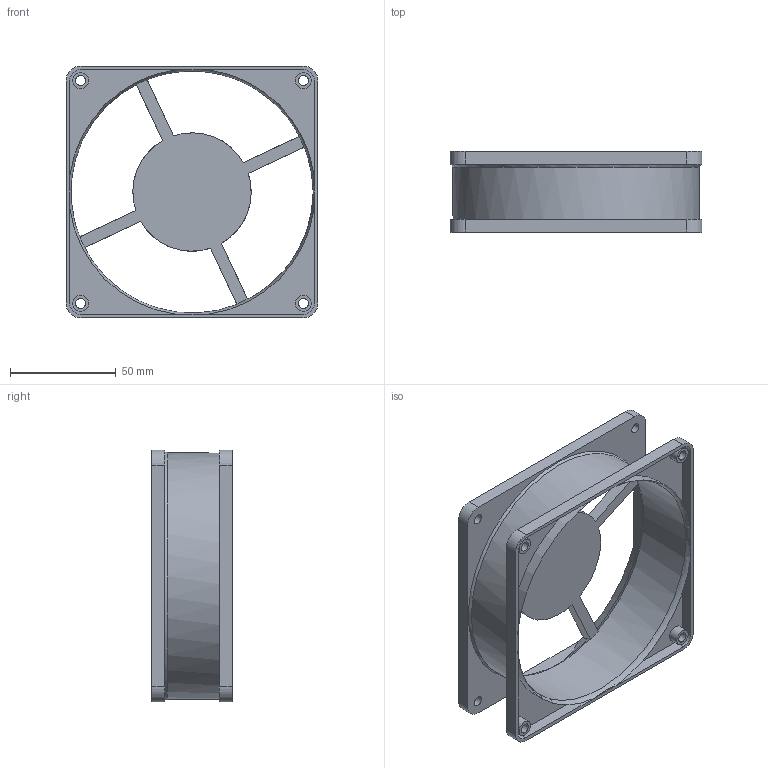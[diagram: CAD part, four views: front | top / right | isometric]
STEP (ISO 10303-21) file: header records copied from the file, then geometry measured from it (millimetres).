
FILE_DESCRIPTION(/* description */ (''),/* implementation_level */ '2;1');
FILE_NAME(/* name */ 'Fan Housing.ipt.step',/* time_stamp */ '2014-01-01T17:25:00-08:00',/* author */ ('Administrator'),/* organization */ (''),/* preprocessor_version */ 'ST-DEVELOPER v15.2',/* originating_system */ 'Autodesk Inventor 2014',/* authorisation */ '');
FILE_SCHEMA (('AUTOMOTIVE_DESIGN { 1 0 10303 214 3 1 1 }'));
Length unit declared in the file: inch
Products named in the file (1): Fan Housing
Bounding box: 118.87 x 38.1 x 118.87 mm (x, y, z)
Volume: 49636.8 mm3; surface area: 60157.4 mm2
Topology: 1 solids, 1 shells, 160 faces, 429 edges, 283 vertices
Faces by surface type: plane 90, cylinder 55, cone 13, torus 2
Full cylindrical faces by diameter (mm): 4.75 x8, 7.62 x8, 55.88 x1, 114.3 x1, 116.332 x1
Entity records: 4871 total; most frequent: CARTESIAN_POINT 933, DIRECTION 830, ORIENTED_EDGE 788, EDGE_CURVE 394, AXIS2_PLACEMENT_3D 315, VERTEX_POINT 270, EDGE_LOOP 218, LINE 200
